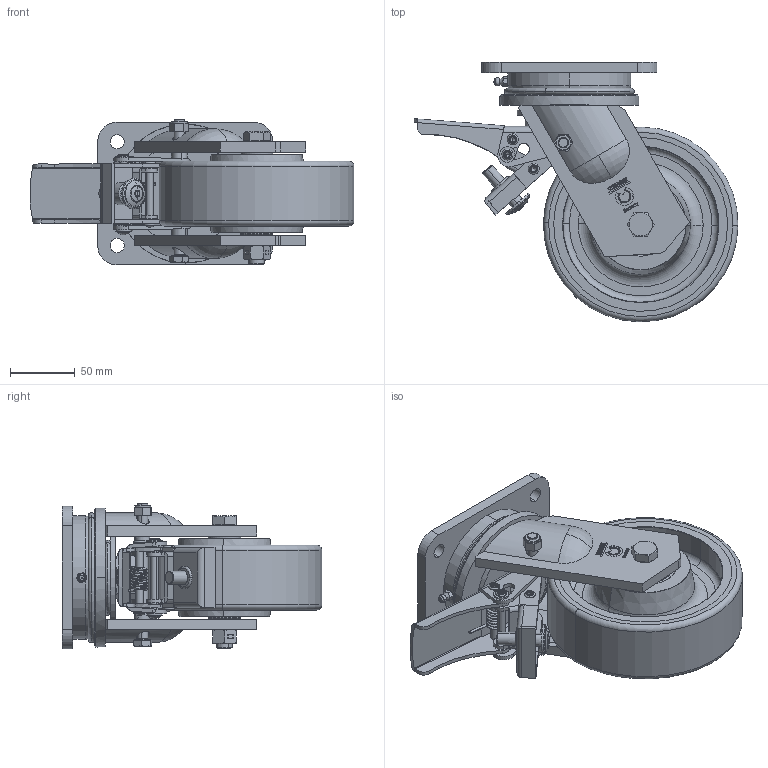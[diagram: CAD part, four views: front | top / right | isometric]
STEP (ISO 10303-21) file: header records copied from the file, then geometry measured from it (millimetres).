
FILE_DESCRIPTION (( 'STEP AP214' ), '1' );
FILE_NAME ('0010126_L-HB-PUZG-150-K-3-DSV.STEP', '2015-09-14T09:04:19', ( '' ), ( '' ), 'SwSTEP 2.0', 'SolidWorks 2014', '' );
FILE_SCHEMA (( 'AUTOMOTIVE_DESIGN' ));
Length unit declared in the file: millimetre
Products named in the file (1): 0010126_L-HB-PUZG-150-K-3-DSV
Bounding box: 249.71 x 199.99 x 112.5 mm (x, y, z)
Surface area: 311493.3 mm2 (no closed solid volume)
Topology: 0 solids, 40 shells, 1208 faces, 2994 edges, 1920 vertices
Faces by surface type: plane 507, cylinder 268, bspline 230, cone 117, torus 80, sphere 6
Entity records: 57338 total; most frequent: CARTESIAN_POINT 16418, ORIENTED_EDGE 5930, DIRECTION 5067, EDGE_CURVE 2981, VERTEX_POINT 1919, AXIS2_PLACEMENT_3D 1755, VECTOR 1557, LINE 1557
